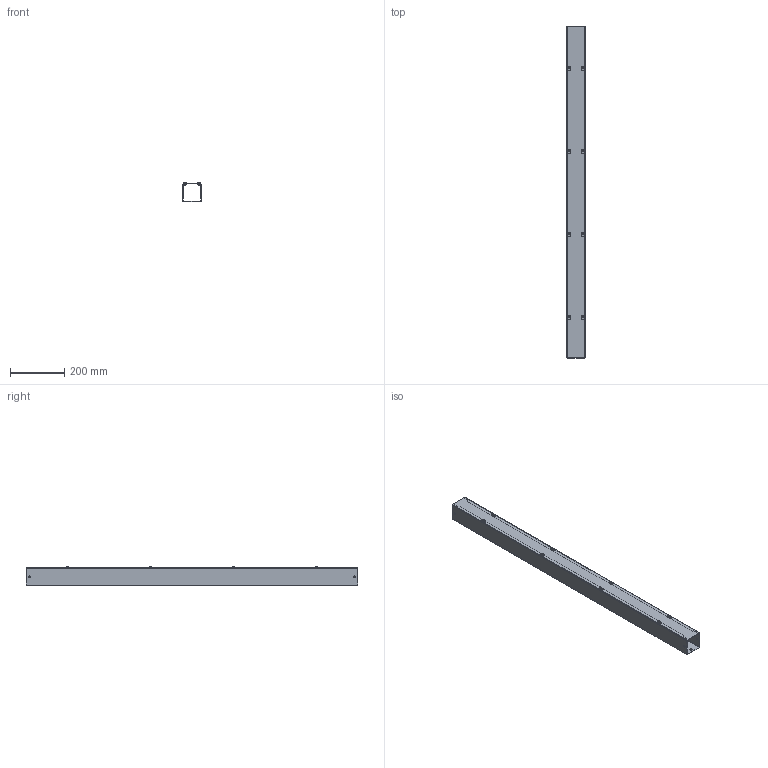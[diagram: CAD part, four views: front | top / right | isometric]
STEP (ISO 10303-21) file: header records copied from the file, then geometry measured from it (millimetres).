
FILE_DESCRIPTION (( 'STEP AP203' ), '1' );
FILE_NAME ('CWSC248NK.step', '2024-04-25T15:03:46', ( '' ), ( '' ), 'SwSTEP 2.0', 'SolidWorks 2023', '' );
FILE_SCHEMA (( 'CONFIG_CONTROL_DESIGN' ));
Length unit declared in the file: inch
Products named in the file (1): CWSC248NK
Bounding box: 66.4 x 1219.2 x 70.84 mm (x, y, z)
Volume: 491279.4 mm3; surface area: 686028.9 mm2
Topology: 10 solids, 10 shells, 296 faces, 756 edges, 488 vertices
Faces by surface type: plane 148, cylinder 100, bspline 32, cone 16
Entity records: 10597 total; most frequent: CARTESIAN_POINT 3349, ORIENTED_EDGE 1512, DIRECTION 1470, EDGE_CURVE 756, AXIS2_PLACEMENT_3D 529, VERTEX_POINT 488, VECTOR 412, LINE 412
